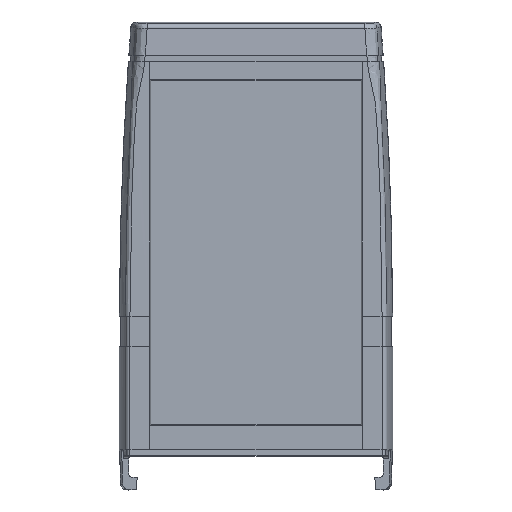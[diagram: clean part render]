
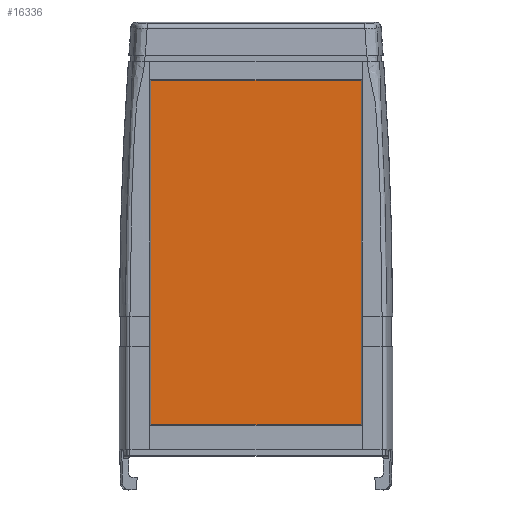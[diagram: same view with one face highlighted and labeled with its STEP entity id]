
A CAD part, top view. The second image highlights one B-rep face of the part: STEP entity #16336.
In plain terms, the highlighted face is planar.
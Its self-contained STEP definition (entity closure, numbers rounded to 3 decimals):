
#11769=CARTESIAN_POINT('',(-1.737,1.788,-0.7));
#11770=VERTEX_POINT('',#11769);
#11777=CARTESIAN_POINT('',(-1.737,-3.888,-0.7));
#11778=VERTEX_POINT('',#11777);
#11779=CARTESIAN_POINT('',(-1.737,-3.888,-0.7));
#11780=DIRECTION('',(0.0,1.0,0.0));
#11781=VECTOR('',#11780,5.676);
#11782=LINE('',#11779,#11781);
#11783=EDGE_CURVE('',#11778,#11770,#11782,.T.);
#15879=CARTESIAN_POINT('',(1.737,-3.888,-0.7));
#15880=VERTEX_POINT('',#15879);
#15887=CARTESIAN_POINT('',(1.737,1.788,-0.7));
#15888=VERTEX_POINT('',#15887);
#15889=CARTESIAN_POINT('',(1.737,-3.888,-0.7));
#15890=DIRECTION('',(0.0,1.0,0.0));
#15891=VECTOR('',#15890,5.676);
#15892=LINE('',#15889,#15891);
#15893=EDGE_CURVE('',#15880,#15888,#15892,.T.);
#16310=CARTESIAN_POINT('',(1.737,1.788,-0.7));
#16311=DIRECTION('',(-1.0,0.0,0.0));
#16312=VECTOR('',#16311,3.474);
#16313=LINE('',#16310,#16312);
#16314=EDGE_CURVE('',#15888,#11770,#16313,.T.);
#16320=CARTESIAN_POINT('',(0.,1.788,-0.7));
#16321=DIRECTION('',(0.0,0.0,1.0));
#16322=DIRECTION('',(1.0,0.0,0.0));
#16323=AXIS2_PLACEMENT_3D('',#16320,#16321,#16322);
#16324=PLANE('',#16323);
#16325=CARTESIAN_POINT('',(1.737,-3.888,-0.7));
#16326=DIRECTION('',(-1.0,0.0,0.0));
#16327=VECTOR('',#16326,3.474);
#16328=LINE('',#16325,#16327);
#16329=EDGE_CURVE('',#15880,#11778,#16328,.T.);
#16330=ORIENTED_EDGE('',*,*,#16329,.T.);
#16331=ORIENTED_EDGE('',*,*,#11783,.T.);
#16332=ORIENTED_EDGE('',*,*,#16314,.F.);
#16333=ORIENTED_EDGE('',*,*,#15893,.F.);
#16334=EDGE_LOOP('',(#16330,#16331,#16332,#16333));
#16335=FACE_OUTER_BOUND('',#16334,.T.);
#16336=ADVANCED_FACE('',(#16335),#16324,.F.);
